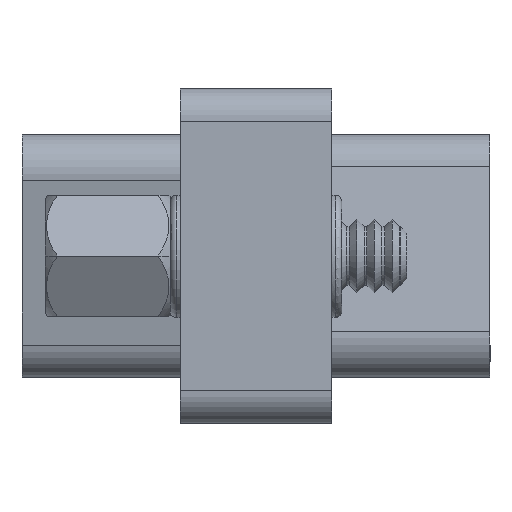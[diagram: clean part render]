
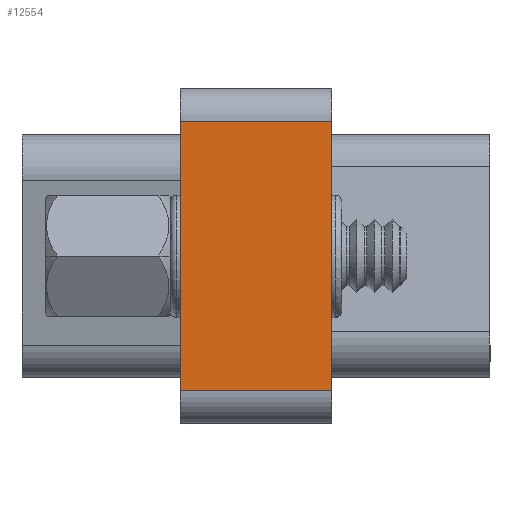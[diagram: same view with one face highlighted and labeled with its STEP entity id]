
A CAD part, left-side view. The second image highlights one B-rep face of the part: STEP entity #12554.
In plain terms, the highlighted planar face has unit normal (-1, 0, 0).
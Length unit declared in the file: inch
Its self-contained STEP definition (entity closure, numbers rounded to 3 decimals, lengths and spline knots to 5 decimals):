
#821 = DIRECTION ( 'NONE',  ( 0., 0., 1. ) ) ;
#822 = VECTOR ( 'NONE', #821, 39.37008 ) ;
#823 = CARTESIAN_POINT ( 'NONE',  ( -0.775, 0.115, 0.255 ) ) ;
#824 = LINE ( 'NONE', #823, #822 ) ;
#851 = CARTESIAN_POINT ( 'NONE',  ( -0.775, 0.115, 0.205 ) ) ;
#12410 = ORIENTED_EDGE ( 'NONE', *, *, #22277, .F. ) ;
#12411 = ORIENTED_EDGE ( 'NONE', *, *, #12412, .T. ) ;
#12412 = EDGE_CURVE ( 'NONE', #22122, #12557, #28468, .T. ) ;
#12477 = EDGE_LOOP ( 'NONE', ( #12555, #12559, #12410, #12411 ) ) ;
#12554 = ADVANCED_FACE ( 'NONE', ( #29026 ), #28964, .F. ) ;
#12555 = ORIENTED_EDGE ( 'NONE', *, *, #12556, .T. ) ;
#12556 = EDGE_CURVE ( 'NONE', #12557, #12558, #28973, .T. ) ;
#12557 = VERTEX_POINT ( 'NONE', #28978 ) ;
#12558 = VERTEX_POINT ( 'NONE', #28949 ) ;
#12559 = ORIENTED_EDGE ( 'NONE', *, *, #12560, .T. ) ;
#12560 = EDGE_CURVE ( 'NONE', #12558, #22287, #28948, .T. ) ;
#16708 = CARTESIAN_POINT ( 'NONE',  ( -0.775, 0.115, -0.205 ) ) ;
#22122 = VERTEX_POINT ( 'NONE', #16708 ) ;
#22277 = EDGE_CURVE ( 'NONE', #22122, #22287, #824, .T. ) ;
#22287 = VERTEX_POINT ( 'NONE', #851 ) ;
#28429 = VECTOR ( 'NONE', #28518, 39.37008 ) ;
#28438 = CARTESIAN_POINT ( 'NONE',  ( -0.775, 0.115, -0.205 ) ) ;
#28468 = LINE ( 'NONE', #28438, #28429 ) ;
#28518 = DIRECTION ( 'NONE',  ( 0., -1., 0. ) ) ;
#28945 = DIRECTION ( 'NONE',  ( 0., 1., 0. ) ) ;
#28946 = VECTOR ( 'NONE', #28945, 39.37008 ) ;
#28947 = CARTESIAN_POINT ( 'NONE',  ( -0.775, 0.115, 0.205 ) ) ;
#28948 = LINE ( 'NONE', #28947, #28946 ) ;
#28949 = CARTESIAN_POINT ( 'NONE',  ( -0.775, -0.115, 0.205 ) ) ;
#28958 = DIRECTION ( 'NONE',  ( 1., 0., 0. ) ) ;
#28959 = CARTESIAN_POINT ( 'NONE',  ( -0.775, 0.115, 0.255 ) ) ;
#28960 = AXIS2_PLACEMENT_3D ( 'NONE', #28959, #28958, #28982 ) ;
#28964 = PLANE ( 'NONE',  #28960 ) ;
#28973 = LINE ( 'NONE', #28981, #28980 ) ;
#28978 = CARTESIAN_POINT ( 'NONE',  ( -0.775, -0.115, -0.205 ) ) ;
#28979 = DIRECTION ( 'NONE',  ( 0., 0., 1. ) ) ;
#28980 = VECTOR ( 'NONE', #28979, 39.37008 ) ;
#28981 = CARTESIAN_POINT ( 'NONE',  ( -0.775, -0.115, 0.255 ) ) ;
#28982 = DIRECTION ( 'NONE',  ( 0., 0., -1. ) ) ;
#29026 = FACE_OUTER_BOUND ( 'NONE', #12477, .T. ) ;
